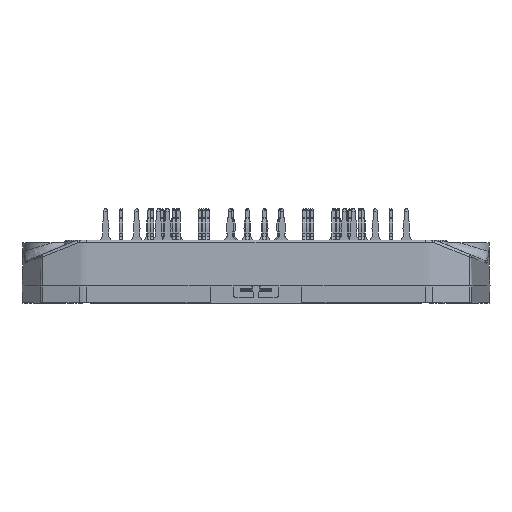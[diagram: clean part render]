
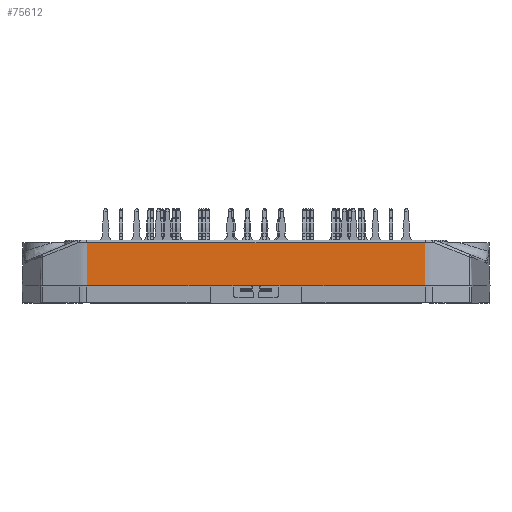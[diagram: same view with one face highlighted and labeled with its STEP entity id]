
A CAD part, front view. The second image highlights one B-rep face of the part: STEP entity #75612.
In plain terms, the highlighted planar face has unit normal (0, -1, 0.026).
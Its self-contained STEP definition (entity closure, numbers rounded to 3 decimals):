
#10021=ORIENTED_EDGE('',*,*,#24503,.F.);
#10022=ORIENTED_EDGE('',*,*,#24504,.T.);
#10023=ORIENTED_EDGE('',*,*,#24184,.F.);
#10024=ORIENTED_EDGE('',*,*,#24505,.F.);
#10025=ORIENTED_EDGE('',*,*,#24506,.T.);
#10026=ORIENTED_EDGE('',*,*,#24507,.T.);
#10027=ORIENTED_EDGE('',*,*,#24490,.T.);
#10028=ORIENTED_EDGE('',*,*,#24508,.F.);
#10029=ORIENTED_EDGE('',*,*,#24484,.T.);
#10030=ORIENTED_EDGE('',*,*,#24033,.F.);
#10031=ORIENTED_EDGE('',*,*,#24477,.F.);
#10032=ORIENTED_EDGE('',*,*,#24171,.F.);
#24033=EDGE_CURVE('',#31483,#31484,#36302,.T.);
#24171=EDGE_CURVE('',#31612,#31613,#36381,.T.);
#24184=EDGE_CURVE('',#31622,#31623,#36389,.T.);
#24477=EDGE_CURVE('',#31613,#31483,#36538,.T.);
#24484=EDGE_CURVE('',#31813,#31484,#36542,.T.);
#24490=EDGE_CURVE('',#31818,#31817,#36545,.T.);
#24503=EDGE_CURVE('',#31829,#31612,#36553,.T.);
#24504=EDGE_CURVE('',#31829,#31623,#36554,.F.);
#24505=EDGE_CURVE('',#31830,#31622,#36555,.F.);
#24506=EDGE_CURVE('',#31830,#31831,#36556,.T.);
#24507=EDGE_CURVE('',#31831,#31818,#36557,.T.);
#24508=EDGE_CURVE('',#31813,#31817,#36558,.T.);
#31483=VERTEX_POINT('',#105447);
#31484=VERTEX_POINT('',#105449);
#31612=VERTEX_POINT('',#105788);
#31613=VERTEX_POINT('',#105790);
#31622=VERTEX_POINT('',#105823);
#31623=VERTEX_POINT('',#105824);
#31813=VERTEX_POINT('',#106978);
#31817=VERTEX_POINT('',#106987);
#31818=VERTEX_POINT('',#106989);
#31829=VERTEX_POINT('',#107098);
#31830=VERTEX_POINT('',#107101);
#31831=VERTEX_POINT('',#107103);
#36302=LINE('',#105448,#41165);
#36381=LINE('',#105789,#41244);
#36389=LINE('',#105822,#41252);
#36538=LINE('',#106965,#41401);
#36542=LINE('',#106977,#41405);
#36545=LINE('',#106988,#41408);
#36553=LINE('',#107097,#41416);
#36554=LINE('',#107099,#41417);
#36555=LINE('',#107100,#41418);
#36556=LINE('',#107102,#41419);
#36557=LINE('',#107104,#41420);
#36558=LINE('',#107105,#41421);
#41165=VECTOR('',#87879,1000.);
#41244=VECTOR('',#88072,1000.);
#41252=VECTOR('',#88096,1000.);
#41401=VECTOR('',#88595,1000.);
#41405=VECTOR('',#88605,1000.);
#41408=VECTOR('',#88614,1000.);
#41416=VECTOR('',#88626,1000.);
#41417=VECTOR('',#88627,1000.);
#41418=VECTOR('',#88628,1000.);
#41419=VECTOR('',#88629,1000.);
#41420=VECTOR('',#88630,1000.);
#41421=VECTOR('',#88631,1000.);
#46187=EDGE_LOOP('',(#10021,#10022,#10023,#10024,#10025,#10026,#10027,#10028,
#10029,#10030,#10031,#10032));
#49438=FACE_BOUND('',#46187,.T.);
#51934=PLANE('',#79791);
#75612=ADVANCED_FACE('',(#49438),#51934,.T.);
#79791=AXIS2_PLACEMENT_3D('',#107096,#88624,#88625);
#87879=DIRECTION('',(-1.,0.,0.));
#88072=DIRECTION('',(-1.,0.,0.));
#88096=DIRECTION('',(1.,0.,0.));
#88595=DIRECTION('',(-1.,0.,0.));
#88605=DIRECTION('',(1.,0.,0.));
#88614=DIRECTION('',(1.,0.,0.));
#88624=DIRECTION('',(0.,-1.,0.026));
#88625=DIRECTION('',(0.,0.026,1.));
#88626=DIRECTION('',(-1.,0.,0.));
#88627=DIRECTION('',(0.006,-0.026,-1.));
#88628=DIRECTION('',(-0.006,-0.026,-1.));
#88629=DIRECTION('',(1.,0.,0.));
#88630=DIRECTION('',(1.,0.,0.));
#88631=DIRECTION('',(-1.,0.,0.));
#105447=CARTESIAN_POINT('',(4.,-30.776,2.02));
#105448=CARTESIAN_POINT('',(-17.961,-30.776,2.02));
#105449=CARTESIAN_POINT('',(0.827,-30.776,2.02));
#105788=CARTESIAN_POINT('',(29.513,-30.776,2.02));
#105789=CARTESIAN_POINT('',(17.961,-30.776,2.02));
#105790=CARTESIAN_POINT('',(8.,-30.776,2.02));
#105822=CARTESIAN_POINT('',(27.533,-30.58,9.533));
#105823=CARTESIAN_POINT('',(-29.469,-30.58,9.533));
#105824=CARTESIAN_POINT('',(29.469,-30.58,9.533));
#106965=CARTESIAN_POINT('',(17.961,-30.776,2.02));
#106977=CARTESIAN_POINT('',(-0.65,-30.776,2.02));
#106978=CARTESIAN_POINT('',(-0.827,-30.776,2.02));
#106987=CARTESIAN_POINT('',(-4.,-30.776,2.02));
#106988=CARTESIAN_POINT('',(-17.961,-30.776,2.02));
#106989=CARTESIAN_POINT('',(-8.,-30.776,2.02));
#107096=CARTESIAN_POINT('',(17.961,-30.776,2.02));
#107097=CARTESIAN_POINT('',(17.961,-30.776,2.02));
#107098=CARTESIAN_POINT('',(29.513,-30.776,2.02));
#107099=CARTESIAN_POINT('',(29.512,-30.775,2.087));
#107100=CARTESIAN_POINT('',(-29.512,-30.775,2.087));
#107101=CARTESIAN_POINT('',(-29.513,-30.776,2.02));
#107102=CARTESIAN_POINT('',(-17.961,-30.776,2.02));
#107103=CARTESIAN_POINT('',(-29.513,-30.776,2.02));
#107104=CARTESIAN_POINT('',(-17.961,-30.776,2.02));
#107105=CARTESIAN_POINT('',(-17.961,-30.776,2.02));
